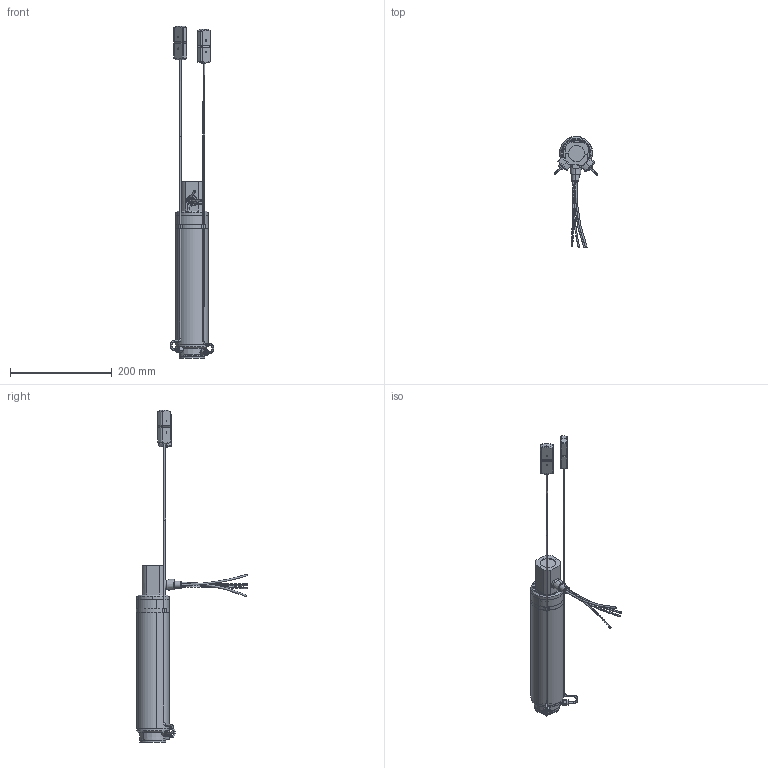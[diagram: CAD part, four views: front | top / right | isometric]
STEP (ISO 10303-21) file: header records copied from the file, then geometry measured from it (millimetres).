
FILE_DESCRIPTION (( 'STEP AP203' ), '1' );
FILE_NAME ('CT200-2CER-1F-NF-TF2 AUG2017 203.STEP', '2017-08-31T18:53:39', ( '' ), ( '' ), 'SwSTEP 2.0', 'SolidWorks 2017', '' );
FILE_SCHEMA (( 'CONFIG_CONTROL_DESIGN' ));
Length unit declared in the file: inch
Products named in the file (1): CT200-2CER-1F-NF-TF2 AUG2017 203
Bounding box: 84.9 x 218.57 x 652.16 mm (x, y, z)
Volume: 272537.7 mm3; surface area: 196516.6 mm2
Topology: 27 solids, 27 shells, 538 faces, 1263 edges, 767 vertices
Faces by surface type: cylinder 254, plane 144, bspline 74, cone 58, torus 8
Entity records: 17366 total; most frequent: CARTESIAN_POINT 4920, DIRECTION 2797, ORIENTED_EDGE 2462, EDGE_CURVE 1231, AXIS2_PLACEMENT_3D 1174, VERTEX_POINT 767, CIRCLE 709, EDGE_LOOP 606
